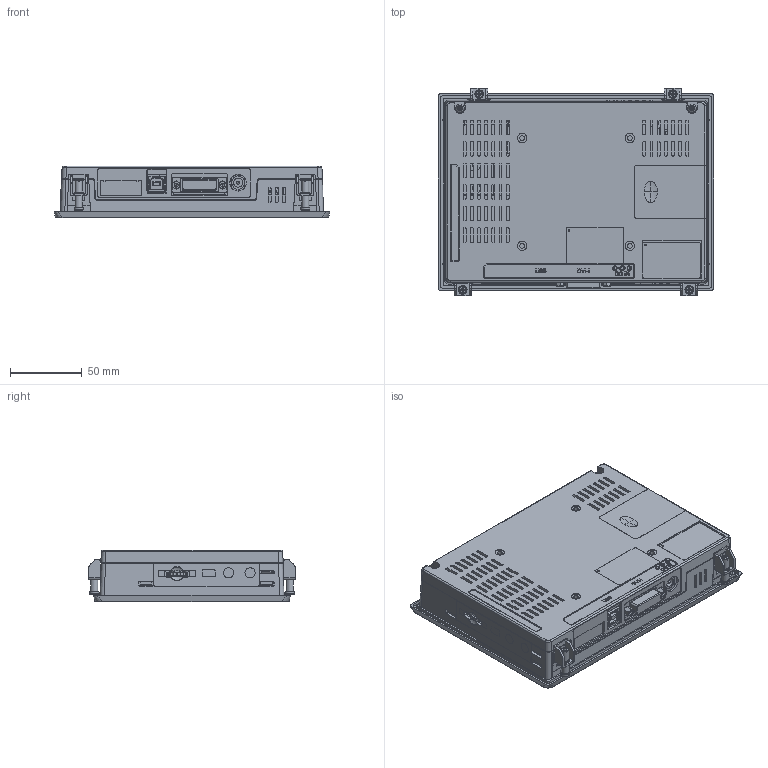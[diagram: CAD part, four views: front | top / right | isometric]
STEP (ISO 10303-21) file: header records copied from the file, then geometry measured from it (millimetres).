
FILE_DESCRIPTION(/* description */ (''),/* implementation_level */ '2;1');
FILE_NAME(/* name */ '',/* time_stamp */ '2017-11-09T10:42:09+09:00',/* author */ (''),/* organization */ (''),/* preprocessor_version */ 'ST-DEVELOPER v16.5',/* originating_system */ 'Autodesk Inventor 2017',/* authorisation */ '');
FILE_SCHEMA (('CONFIG_CONTROL_DESIGN'));
Products named in the file (1): HP_TMG-W207-1211-01
Bounding box: 192 x 144.09 x 36.1 mm (x, y, z)
Volume: 209619.3 mm3; surface area: 260080.7 mm2
Topology: 1 solids, 13 shells, 4001 faces, 11170 edges, 7301 vertices
Faces by surface type: plane 2545, cylinder 621, cone 550, bspline 220, torus 50, sphere 15
Full cylindrical faces by diameter (mm): 0.001 x3, 0.5 x30, 0.8 x8, 1 x2, 1.4 x5, 1.5 x4, 2 x3, 2.5 x2, 2.84 x2, 2.845 x2, 3 x10, 3.2 x6, 3.242 x4, 3.5 x8, 3.6 x12, 3.7 x2, 5 x10, 6 x9, 6.3 x1, 6.5 x4, 8 x10, 9 x1
Entity records: 131270 total; most frequent: CARTESIAN_POINT 27921, ORIENTED_EDGE 21828, DIRECTION 20823, EDGE_CURVE 10906, LINE 7695, VECTOR 7695, VERTEX_POINT 7248, AXIS2_PLACEMENT_3D 6564
